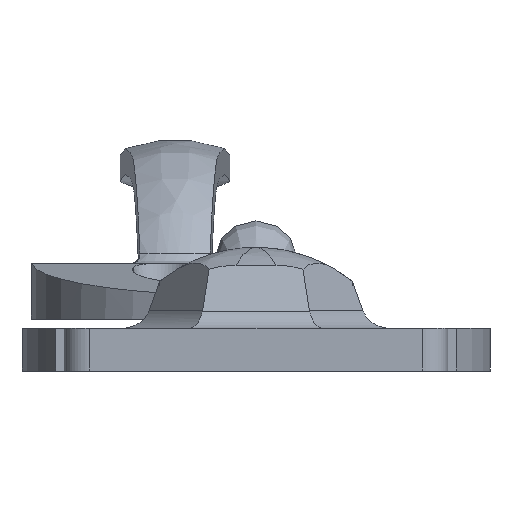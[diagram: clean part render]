
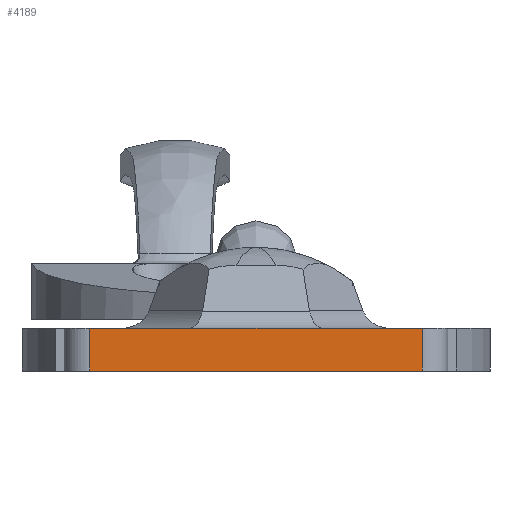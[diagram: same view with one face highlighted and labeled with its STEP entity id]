
A CAD part, left-side view. The second image highlights one B-rep face of the part: STEP entity #4189.
In plain terms, the highlighted free-form (B-spline) face has degree [1, 1] with [2, 2] control points.
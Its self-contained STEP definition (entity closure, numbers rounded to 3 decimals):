
#4123=CARTESIAN_POINT('',(-46.5,19.5,5.));
#4124=VERTEX_POINT('',#4123);
#4139=CARTESIAN_POINT('',(-46.5,19.5,0.0));
#4140=VERTEX_POINT('',#4139);
#4154=CARTESIAN_POINT('',(-46.5,19.5,0.0));
#4155=CARTESIAN_POINT('',(-46.5,19.5,5.));
#4156=QUASI_UNIFORM_CURVE('',1,(#4154,#4155),.UNSPECIFIED.,.F.,.U.);
#4157=EDGE_CURVE('',#4140,#4124,#4156,.T.);
#4162=CARTESIAN_POINT('',(-46.5,21.448,5.25));
#4163=CARTESIAN_POINT('',(-46.5,21.448,-0.25));
#4164=CARTESIAN_POINT('',(-46.5,-21.448,5.25));
#4165=CARTESIAN_POINT('',(-46.5,-21.448,-0.25));
#4166=B_SPLINE_SURFACE_WITH_KNOTS('',1,1,((#4162,#4164),(#4163,#4165)),.UNSPECIFIED.,.F.,.F.,.U.,(2,2),(2,2),(0.0,5.5),(0.0,42.896),.UNSPECIFIED.);
#4167=CARTESIAN_POINT('',(-46.5,-19.5,5.));
#4168=VERTEX_POINT('',#4167);
#4169=CARTESIAN_POINT('',(-46.5,-19.5,5.));
#4170=CARTESIAN_POINT('',(-46.5,19.5,5.));
#4171=QUASI_UNIFORM_CURVE('',1,(#4169,#4170),.UNSPECIFIED.,.F.,.U.);
#4172=EDGE_CURVE('',#4168,#4124,#4171,.T.);
#4173=ORIENTED_EDGE('',*,*,#4172,.T.);
#4174=ORIENTED_EDGE('',*,*,#4157,.F.);
#4175=CARTESIAN_POINT('',(-46.5,-19.5,0.0));
#4176=VERTEX_POINT('',#4175);
#4177=CARTESIAN_POINT('',(-46.5,-19.5,0.0));
#4178=CARTESIAN_POINT('',(-46.5,19.5,0.0));
#4179=QUASI_UNIFORM_CURVE('',1,(#4177,#4178),.UNSPECIFIED.,.F.,.U.);
#4180=EDGE_CURVE('',#4176,#4140,#4179,.T.);
#4181=ORIENTED_EDGE('',*,*,#4180,.F.);
#4182=CARTESIAN_POINT('',(-46.5,-19.5,0.0));
#4183=CARTESIAN_POINT('',(-46.5,-19.5,5.));
#4184=QUASI_UNIFORM_CURVE('',1,(#4182,#4183),.UNSPECIFIED.,.F.,.U.);
#4185=EDGE_CURVE('',#4176,#4168,#4184,.T.);
#4186=ORIENTED_EDGE('',*,*,#4185,.T.);
#4187=EDGE_LOOP('',(#4173,#4174,#4181,#4186));
#4188=FACE_OUTER_BOUND('',#4187,.T.);
#4189=ADVANCED_FACE('',(#4188),#4166,.T.);
